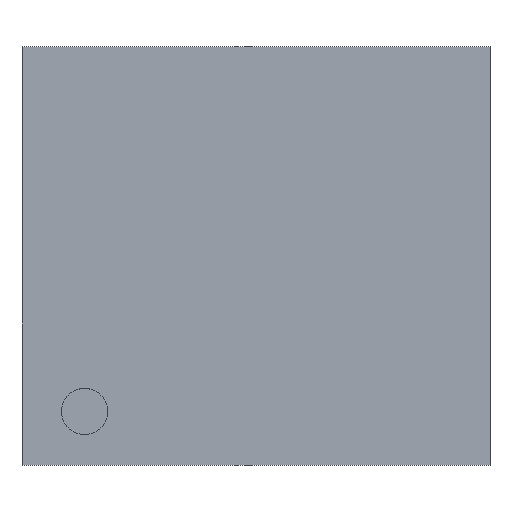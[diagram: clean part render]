
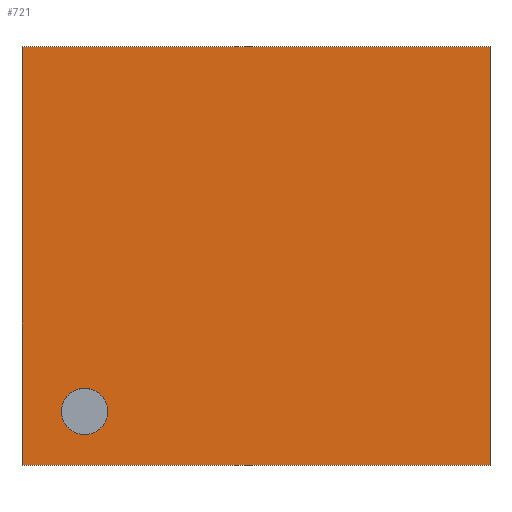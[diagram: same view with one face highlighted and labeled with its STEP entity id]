
A CAD part, top view. The second image highlights one B-rep face of the part: STEP entity #721.
In plain terms, the highlighted planar face has unit normal (0, 0, 1).
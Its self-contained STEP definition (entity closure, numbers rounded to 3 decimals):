
#36 = EDGE_CURVE ( 'NONE', #530, #337, #734, .T. ) ;
#37 = VECTOR ( 'NONE', #558, 1000. ) ;
#77 = VECTOR ( 'NONE', #412, 1000. ) ;
#87 = ORIENTED_EDGE ( 'NONE', *, *, #36, .F. ) ;
#121 = EDGE_CURVE ( 'NONE', #221, #714, #906, .T. ) ;
#126 = LINE ( 'NONE', #136, #1070 ) ;
#136 = CARTESIAN_POINT ( 'NONE',  ( -0.95, -0.85, 0.55 ) ) ;
#185 = ORIENTED_EDGE ( 'NONE', *, *, #1078, .F. ) ;
#221 = VERTEX_POINT ( 'NONE', #529 ) ;
#228 = EDGE_CURVE ( 'NONE', #1058, #221, #770, .T. ) ;
#255 = CIRCLE ( 'NONE', #302, 0.094 ) ;
#256 = FACE_BOUND ( 'NONE', #624, .T. ) ;
#282 = LINE ( 'NONE', #1005, #37 ) ;
#294 = DIRECTION ( 'NONE',  ( 0., -1., 0. ) ) ;
#302 = AXIS2_PLACEMENT_3D ( 'NONE', #327, #755, #767 ) ;
#327 = CARTESIAN_POINT ( 'NONE',  ( -0.696, -0.632, 0.55 ) ) ;
#337 = VERTEX_POINT ( 'NONE', #988 ) ;
#353 = AXIS2_PLACEMENT_3D ( 'NONE', #849, #1033, #294 ) ;
#357 = DIRECTION ( 'NONE',  ( 1., 0., 0. ) ) ;
#376 = CARTESIAN_POINT ( 'NONE',  ( -0.95, -0.85, 0.55 ) ) ;
#412 = DIRECTION ( 'NONE',  ( 1., 0., 0. ) ) ;
#417 = ORIENTED_EDGE ( 'NONE', *, *, #228, .F. ) ;
#436 = VECTOR ( 'NONE', #805, 1000. ) ;
#437 = CARTESIAN_POINT ( 'NONE',  ( 0.95, -0.85, 0.55 ) ) ;
#442 = VERTEX_POINT ( 'NONE', #376 ) ;
#475 = EDGE_CURVE ( 'NONE', #714, #442, #282, .T. ) ;
#484 = DIRECTION ( 'NONE',  ( 0., 1., 0. ) ) ;
#529 = CARTESIAN_POINT ( 'NONE',  ( 0.95, 0.85, 0.55 ) ) ;
#530 = VERTEX_POINT ( 'NONE', #731 ) ;
#552 = CARTESIAN_POINT ( 'NONE',  ( -0.95, 0.85, 0.55 ) ) ;
#558 = DIRECTION ( 'NONE',  ( -1., 0., 0. ) ) ;
#607 = PLANE ( 'NONE',  #353 ) ;
#612 = EDGE_CURVE ( 'NONE', #337, #530, #255, .T. ) ;
#618 = ORIENTED_EDGE ( 'NONE', *, *, #612, .F. ) ;
#624 = EDGE_LOOP ( 'NONE', ( #87, #618 ) ) ;
#648 = DIRECTION ( 'NONE',  ( 0., 0., 1. ) ) ;
#714 = VERTEX_POINT ( 'NONE', #437 ) ;
#721 = ADVANCED_FACE ( 'NONE', ( #1064, #256 ), #607, .F. ) ;
#731 = CARTESIAN_POINT ( 'NONE',  ( -0.602, -0.632, 0.55 ) ) ;
#734 = CIRCLE ( 'NONE', #769, 0.094 ) ;
#748 = ORIENTED_EDGE ( 'NONE', *, *, #475, .F. ) ;
#755 = DIRECTION ( 'NONE',  ( 0., 0., 1. ) ) ;
#767 = DIRECTION ( 'NONE',  ( 1., 0., 0. ) ) ;
#769 = AXIS2_PLACEMENT_3D ( 'NONE', #1100, #648, #357 ) ;
#770 = LINE ( 'NONE', #892, #77 ) ;
#805 = DIRECTION ( 'NONE',  ( 0., -1., 0. ) ) ;
#849 = CARTESIAN_POINT ( 'NONE',  ( 0., 0., 0.55 ) ) ;
#866 = ORIENTED_EDGE ( 'NONE', *, *, #121, .F. ) ;
#892 = CARTESIAN_POINT ( 'NONE',  ( -0.95, 0.85, 0.55 ) ) ;
#906 = LINE ( 'NONE', #999, #436 ) ;
#988 = CARTESIAN_POINT ( 'NONE',  ( -0.79, -0.632, 0.55 ) ) ;
#999 = CARTESIAN_POINT ( 'NONE',  ( 0.95, 0.85, 0.55 ) ) ;
#1005 = CARTESIAN_POINT ( 'NONE',  ( 0.95, -0.85, 0.55 ) ) ;
#1033 = DIRECTION ( 'NONE',  ( 0., 0., -1. ) ) ;
#1037 = EDGE_LOOP ( 'NONE', ( #185, #748, #866, #417 ) ) ;
#1058 = VERTEX_POINT ( 'NONE', #552 ) ;
#1064 = FACE_OUTER_BOUND ( 'NONE', #1037, .T. ) ;
#1070 = VECTOR ( 'NONE', #484, 1000. ) ;
#1078 = EDGE_CURVE ( 'NONE', #442, #1058, #126, .T. ) ;
#1100 = CARTESIAN_POINT ( 'NONE',  ( -0.696, -0.632, 0.55 ) ) ;
